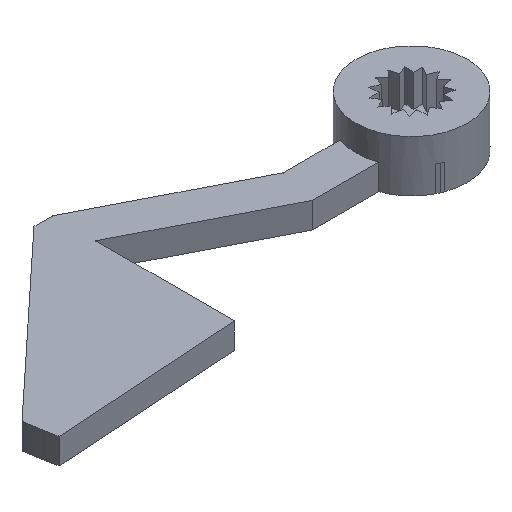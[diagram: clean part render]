
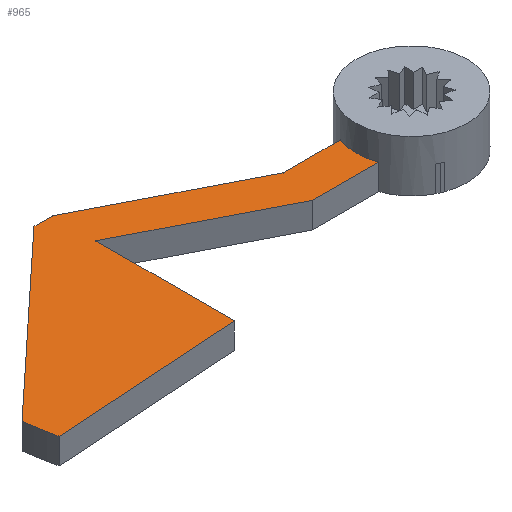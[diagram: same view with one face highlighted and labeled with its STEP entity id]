
A CAD part, isometric view. The second image highlights one B-rep face of the part: STEP entity #965.
In plain terms, the highlighted planar face has unit normal (0, 0, 1).
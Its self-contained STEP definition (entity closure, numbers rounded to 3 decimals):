
#66=FACE_OUTER_BOUND('',#117,.T.);
#117=EDGE_LOOP('',(#849,#850,#851,#852,#853,#854,#855,#856,#857,#858));
#133=LINE('',#1324,#258);
#135=LINE('',#1328,#260);
#137=LINE('',#1332,#262);
#139=LINE('',#1336,#264);
#144=LINE('',#1347,#269);
#147=LINE('',#1352,#272);
#148=LINE('',#1355,#273);
#150=LINE('',#1358,#275);
#258=VECTOR('',#1073,10.);
#260=VECTOR('',#1077,10.);
#262=VECTOR('',#1081,10.);
#264=VECTOR('',#1085,10.);
#269=VECTOR('',#1094,10.);
#272=VECTOR('',#1099,10.);
#273=VECTOR('',#1102,10.);
#275=VECTOR('',#1106,10.);
#375=CIRCLE('',#989,35.835);
#379=CIRCLE('',#1037,4.333);
#395=VERTEX_POINT('',#1316);
#396=VERTEX_POINT('',#1318);
#397=VERTEX_POINT('',#1322);
#398=VERTEX_POINT('',#1326);
#399=VERTEX_POINT('',#1330);
#400=VERTEX_POINT('',#1334);
#403=VERTEX_POINT('',#1344);
#404=VERTEX_POINT('',#1346);
#405=VERTEX_POINT('',#1350);
#406=VERTEX_POINT('',#1354);
#486=EDGE_CURVE('',#396,#395,#375,.T.);
#489=EDGE_CURVE('',#397,#395,#133,.T.);
#491=EDGE_CURVE('',#397,#398,#135,.T.);
#493=EDGE_CURVE('',#398,#399,#137,.T.);
#495=EDGE_CURVE('',#399,#400,#139,.T.);
#500=EDGE_CURVE('',#404,#403,#144,.T.);
#503=EDGE_CURVE('',#403,#405,#147,.T.);
#504=EDGE_CURVE('',#406,#404,#148,.T.);
#506=EDGE_CURVE('',#405,#396,#150,.T.);
#602=EDGE_CURVE('',#406,#400,#379,.T.);
#849=ORIENTED_EDGE('',*,*,#495,.T.);
#850=ORIENTED_EDGE('',*,*,#602,.F.);
#851=ORIENTED_EDGE('',*,*,#504,.T.);
#852=ORIENTED_EDGE('',*,*,#500,.T.);
#853=ORIENTED_EDGE('',*,*,#503,.T.);
#854=ORIENTED_EDGE('',*,*,#506,.T.);
#855=ORIENTED_EDGE('',*,*,#486,.T.);
#856=ORIENTED_EDGE('',*,*,#489,.F.);
#857=ORIENTED_EDGE('',*,*,#491,.T.);
#858=ORIENTED_EDGE('',*,*,#493,.T.);
#918=PLANE('',#1036);
#965=ADVANCED_FACE('',(#66),#918,.F.);
#989=AXIS2_PLACEMENT_3D('',#1319,#1067,#1068);
#1036=AXIS2_PLACEMENT_3D('',#1551,#1273,#1274);
#1037=AXIS2_PLACEMENT_3D('',#1552,#1275,#1276);
#1067=DIRECTION('center_axis',(0.,0.,1.));
#1068=DIRECTION('ref_axis',(-0.993,0.114,0.));
#1073=DIRECTION('',(-0.998,-0.066,0.));
#1077=DIRECTION('',(0.,1.,0.));
#1081=DIRECTION('',(0.89,-0.455,0.));
#1085=DIRECTION('',(1.,0.,0.));
#1094=DIRECTION('',(-0.89,0.455,0.));
#1099=DIRECTION('',(-1.,0.,0.));
#1102=DIRECTION('',(-1.,0.,0.));
#1106=DIRECTION('',(-0.732,-0.682,0.));
#1273=DIRECTION('center_axis',(0.,0.,-1.));
#1274=DIRECTION('ref_axis',(0.,-1.,0.));
#1275=DIRECTION('center_axis',(0.,0.,1.));
#1276=DIRECTION('ref_axis',(0.,-1.,0.));
#1316=CARTESIAN_POINT('',(50.836,50.665,2.));
#1318=CARTESIAN_POINT('',(50.397,53.115,2.));
#1319=CARTESIAN_POINT('Origin',(85.867,58.216,2.));
#1322=CARTESIAN_POINT('',(65.466,51.635,2.));
#1324=CARTESIAN_POINT('',(65.466,51.635,2.));
#1326=CARTESIAN_POINT('',(65.466,62.432,2.));
#1328=CARTESIAN_POINT('',(65.466,62.303,2.));
#1330=CARTESIAN_POINT('',(76.646,56.716,2.));
#1332=CARTESIAN_POINT('',(65.466,62.432,2.));
#1334=CARTESIAN_POINT('',(81.801,56.716,2.));
#1336=CARTESIAN_POINT('',(76.979,56.716,2.));
#1344=CARTESIAN_POINT('',(65.466,65.802,2.));
#1346=CARTESIAN_POINT('',(77.368,59.716,2.));
#1347=CARTESIAN_POINT('',(68.479,64.261,2.));
#1350=CARTESIAN_POINT('',(64.016,65.802,2.));
#1352=CARTESIAN_POINT('',(64.93,65.802,2.));
#1354=CARTESIAN_POINT('',(81.801,59.716,2.));
#1355=CARTESIAN_POINT('',(74.762,59.716,2.));
#1358=CARTESIAN_POINT('',(58.941,61.074,2.));
#1551=CARTESIAN_POINT('Origin',(72.156,64.018,2.));
#1552=CARTESIAN_POINT('Origin',(85.867,58.216,2.));
